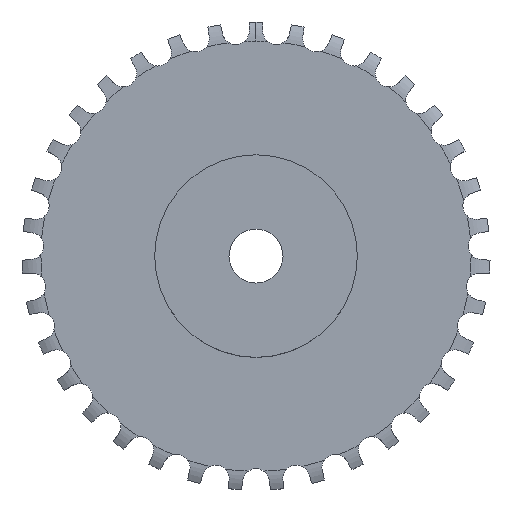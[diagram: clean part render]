
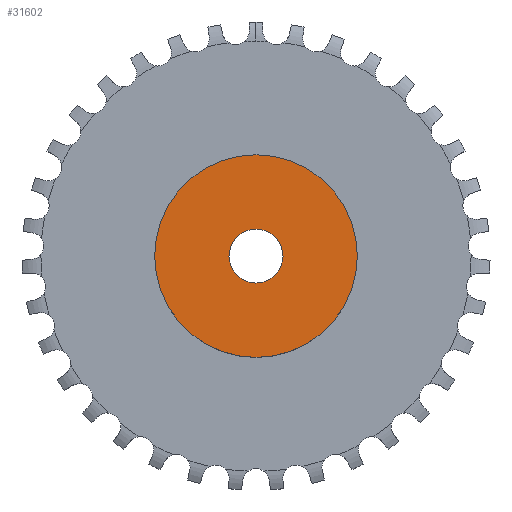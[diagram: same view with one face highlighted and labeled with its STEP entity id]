
A CAD part, top view. The second image highlights one B-rep face of the part: STEP entity #31602.
In plain terms, the highlighted planar face has unit normal (0, 0, 1).
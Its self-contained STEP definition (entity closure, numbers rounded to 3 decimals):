
#5257 = CYLINDRICAL_SURFACE('',#5258,4.);
#5258 = AXIS2_PLACEMENT_3D('',#5259,#5260,#5261);
#5259 = CARTESIAN_POINT('',(0.,0.,100.122));
#5260 = DIRECTION('',(0.,0.,1.));
#5261 = DIRECTION('',(1.,0.,-0.));
#9173 = CYLINDRICAL_SURFACE('',#9174,15.);
#9174 = AXIS2_PLACEMENT_3D('',#9175,#9176,#9177);
#9175 = CARTESIAN_POINT('',(0.,0.,0.));
#9176 = DIRECTION('',(-0.,-0.,-1.));
#9177 = DIRECTION('',(1.,0.,0.));
#25483 = EDGE_CURVE('',#25484,#25484,#25486,.T.);
#25484 = VERTEX_POINT('',#25485);
#25485 = CARTESIAN_POINT('',(4.,0.,13.7));
#25486 = SURFACE_CURVE('',#25487,(#25492,#25499),.PCURVE_S1.);
#25487 = CIRCLE('',#25488,4.);
#25488 = AXIS2_PLACEMENT_3D('',#25489,#25490,#25491);
#25489 = CARTESIAN_POINT('',(0.,0.,13.7));
#25490 = DIRECTION('',(0.,0.,1.));
#25491 = DIRECTION('',(1.,0.,-0.));
#25492 = PCURVE('',#5257,#25493);
#25493 = DEFINITIONAL_REPRESENTATION('',(#25494),#25498);
#25494 = LINE('',#25495,#25496);
#25495 = CARTESIAN_POINT('',(0.,-86.422));
#25496 = VECTOR('',#25497,1.);
#25497 = DIRECTION('',(1.,0.));
#25498 = ( GEOMETRIC_REPRESENTATION_CONTEXT(2) 
PARAMETRIC_REPRESENTATION_CONTEXT() REPRESENTATION_CONTEXT('2D SPACE',''
  ) );
#25499 = PCURVE('',#25500,#25505);
#25500 = PLANE('',#25501);
#25501 = AXIS2_PLACEMENT_3D('',#25502,#25503,#25504);
#25502 = CARTESIAN_POINT('',(0.,0.,13.7));
#25503 = DIRECTION('',(-0.,0.,1.));
#25504 = DIRECTION('',(0.,-1.,0.));
#25505 = DEFINITIONAL_REPRESENTATION('',(#25506),#25510);
#25506 = CIRCLE('',#25507,4.);
#25507 = AXIS2_PLACEMENT_2D('',#25508,#25509);
#25508 = CARTESIAN_POINT('',(0.,0.));
#25509 = DIRECTION('',(0.,1.));
#25510 = ( GEOMETRIC_REPRESENTATION_CONTEXT(2) 
PARAMETRIC_REPRESENTATION_CONTEXT() REPRESENTATION_CONTEXT('2D SPACE',''
  ) );
#29484 = VERTEX_POINT('',#29485);
#29485 = CARTESIAN_POINT('',(15.,0.,13.7));
#29506 = EDGE_CURVE('',#29484,#29484,#29507,.T.);
#29507 = SURFACE_CURVE('',#29508,(#29513,#29520),.PCURVE_S1.);
#29508 = CIRCLE('',#29509,15.);
#29509 = AXIS2_PLACEMENT_3D('',#29510,#29511,#29512);
#29510 = CARTESIAN_POINT('',(0.,0.,13.7));
#29511 = DIRECTION('',(0.,0.,1.));
#29512 = DIRECTION('',(1.,0.,0.));
#29513 = PCURVE('',#9173,#29514);
#29514 = DEFINITIONAL_REPRESENTATION('',(#29515),#29519);
#29515 = LINE('',#29516,#29517);
#29516 = CARTESIAN_POINT('',(-0.,-13.7));
#29517 = VECTOR('',#29518,1.);
#29518 = DIRECTION('',(-1.,0.));
#29519 = ( GEOMETRIC_REPRESENTATION_CONTEXT(2) 
PARAMETRIC_REPRESENTATION_CONTEXT() REPRESENTATION_CONTEXT('2D SPACE',''
  ) );
#29520 = PCURVE('',#25500,#29521);
#29521 = DEFINITIONAL_REPRESENTATION('',(#29522),#29526);
#29522 = CIRCLE('',#29523,15.);
#29523 = AXIS2_PLACEMENT_2D('',#29524,#29525);
#29524 = CARTESIAN_POINT('',(0.,0.));
#29525 = DIRECTION('',(0.,1.));
#29526 = ( GEOMETRIC_REPRESENTATION_CONTEXT(2) 
PARAMETRIC_REPRESENTATION_CONTEXT() REPRESENTATION_CONTEXT('2D SPACE',''
  ) );
#31602 = ADVANCED_FACE('',(#31603,#31606),#25500,.T.);
#31603 = FACE_BOUND('',#31604,.T.);
#31604 = EDGE_LOOP('',(#31605));
#31605 = ORIENTED_EDGE('',*,*,#29506,.T.);
#31606 = FACE_BOUND('',#31607,.T.);
#31607 = EDGE_LOOP('',(#31608));
#31608 = ORIENTED_EDGE('',*,*,#25483,.F.);
